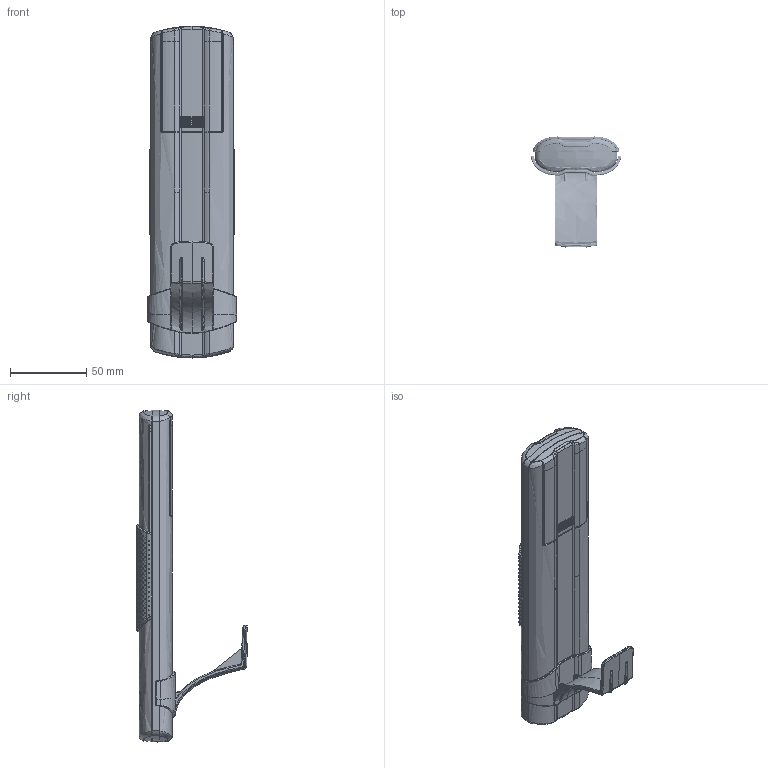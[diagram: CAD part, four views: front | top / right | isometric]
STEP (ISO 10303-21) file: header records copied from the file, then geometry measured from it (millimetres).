
FILE_DESCRIPTION (( 'STEP AP203' ), '1' );
FILE_NAME ('Elegance T Funk.STEP', '2013-06-24T11:31:16', ( 'admin' ), ( 'Hewlett-Packard Company' ), 'SwSTEP 2.0', 'SolidWorks 2012', '' );
FILE_SCHEMA (( 'CONFIG_CONTROL_DESIGN' ));
Length unit declared in the file: millimetre
Products named in the file (1): Elegance T Funk
Bounding box: 59.1 x 72.91 x 218.03 mm (x, y, z)
Volume: 219907.9 mm3; surface area: 51570 mm2
Topology: 2 solids, 4 shells, 4163 faces, 9825 edges, 6238 vertices
Faces by surface type: sphere 1486, bspline 1198, cylinder 606, plane 503, torus 250, cone 120
Entity records: 166039 total; most frequent: CARTESIAN_POINT 80249, ORIENTED_EDGE 19274, DIRECTION 15426, EDGE_CURVE 9637, AXIS2_PLACEMENT_3D 6802, VERTEX_POINT 6238, EDGE_LOOP 4919, FACE_OUTER_BOUND 4163
